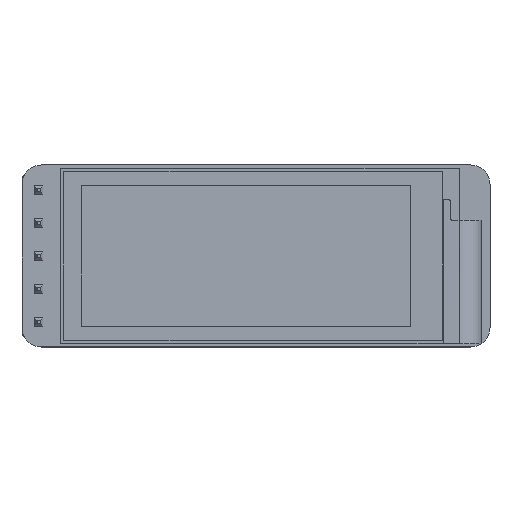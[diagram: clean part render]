
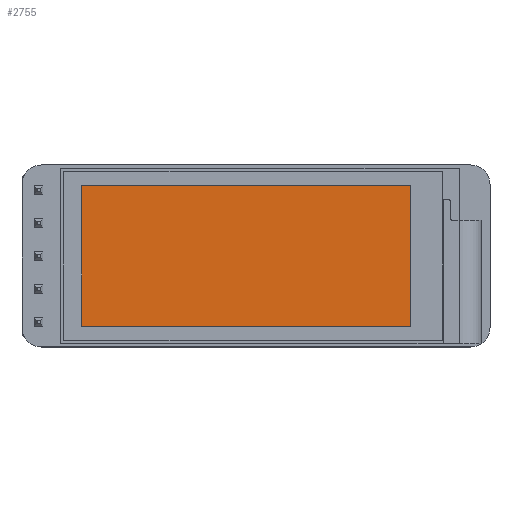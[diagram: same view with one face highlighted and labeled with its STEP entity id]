
A CAD part, top view. The second image highlights one B-rep face of the part: STEP entity #2755.
In plain terms, the highlighted planar face has unit normal (0, 0, 1).
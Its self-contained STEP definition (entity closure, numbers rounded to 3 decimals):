
#52=PLANE('',#2961);
#218=FACE_OUTER_BOUND('',#390,.T.);
#390=EDGE_LOOP('',(#2013,#2014,#2015,#2016));
#568=LINE('',#3948,#938);
#572=LINE('',#3955,#942);
#575=LINE('',#3961,#945);
#577=LINE('',#3964,#947);
#938=VECTOR('',#3190,10.);
#942=VECTOR('',#3196,10.);
#945=VECTOR('',#3201,10.);
#947=VECTOR('',#3205,10.);
#1329=VERTEX_POINT('',#3945);
#1330=VERTEX_POINT('',#3947);
#1332=VERTEX_POINT('',#3953);
#1334=VERTEX_POINT('',#3959);
#1584=EDGE_CURVE('',#1329,#1330,#568,.T.);
#1588=EDGE_CURVE('',#1332,#1329,#572,.T.);
#1591=EDGE_CURVE('',#1334,#1332,#575,.T.);
#1593=EDGE_CURVE('',#1330,#1334,#577,.T.);
#2013=ORIENTED_EDGE('',*,*,#1593,.F.);
#2014=ORIENTED_EDGE('',*,*,#1584,.F.);
#2015=ORIENTED_EDGE('',*,*,#1588,.F.);
#2016=ORIENTED_EDGE('',*,*,#1591,.F.);
#2755=ADVANCED_FACE('',(#218),#52,.F.);
#2961=AXIS2_PLACEMENT_3D('',#3965,#3206,#3207);
#3190=DIRECTION('',(0.,1.,0.));
#3196=DIRECTION('',(-1.,0.,0.));
#3201=DIRECTION('',(0.,-1.,0.));
#3205=DIRECTION('',(1.,0.,0.));
#3206=DIRECTION('center_axis',(0.,0.,-1.));
#3207=DIRECTION('ref_axis',(-1.,0.,0.));
#3945=CARTESIAN_POINT('',(-14.416,-6.4,2.817));
#3947=CARTESIAN_POINT('',(-14.416,4.4,2.817));
#3948=CARTESIAN_POINT('',(-14.416,-6.4,2.817));
#3953=CARTESIAN_POINT('',(10.9,-6.4,2.817));
#3955=CARTESIAN_POINT('',(10.9,-6.4,2.817));
#3959=CARTESIAN_POINT('',(10.9,4.4,2.817));
#3961=CARTESIAN_POINT('',(10.9,4.4,2.817));
#3964=CARTESIAN_POINT('',(-14.416,4.4,2.817));
#3965=CARTESIAN_POINT('Origin',(-3.471,-1.,2.817));
